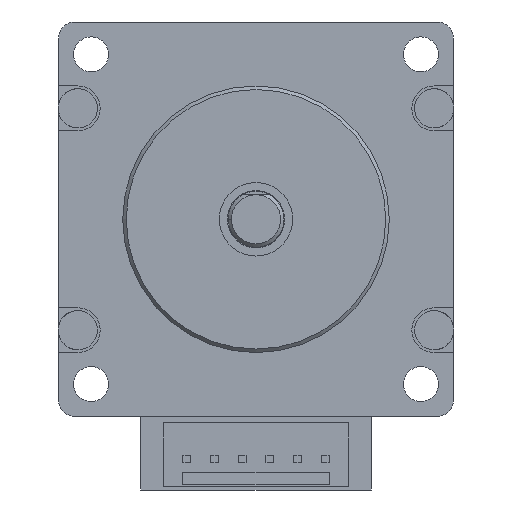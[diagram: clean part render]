
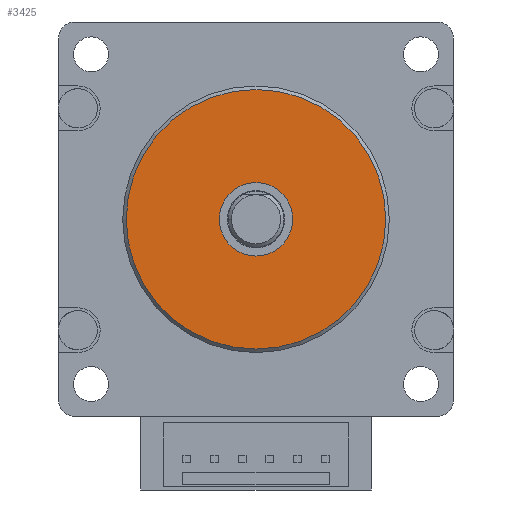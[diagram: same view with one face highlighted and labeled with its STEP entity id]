
A CAD part, left-side view. The second image highlights one B-rep face of the part: STEP entity #3425.
In plain terms, the highlighted planar face has unit normal (-1, 0, 0).
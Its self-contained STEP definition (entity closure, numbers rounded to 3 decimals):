
#49=FACE_BOUND('',#511,.T.);
#153=PLANE('',#3737);
#311=FACE_OUTER_BOUND('',#510,.T.);
#510=EDGE_LOOP('',(#2792));
#511=EDGE_LOOP('',(#2793,#2794));
#1294=CIRCLE('',#3724,5.25);
#1295=CIRCLE('',#3725,5.25);
#1300=CIRCLE('',#3733,18.55);
#1575=VERTEX_POINT('',#5491);
#1576=VERTEX_POINT('',#5492);
#1581=VERTEX_POINT('',#5508);
#1992=EDGE_CURVE('',#1575,#1576,#1294,.T.);
#1993=EDGE_CURVE('',#1576,#1575,#1295,.T.);
#2000=EDGE_CURVE('',#1581,#1581,#1300,.T.);
#2792=ORIENTED_EDGE('',*,*,#2000,.F.);
#2793=ORIENTED_EDGE('',*,*,#1992,.T.);
#2794=ORIENTED_EDGE('',*,*,#1993,.T.);
#3425=ADVANCED_FACE('',(#311,#49),#153,.T.);
#3724=AXIS2_PLACEMENT_3D('',#5493,#4519,#4520);
#3725=AXIS2_PLACEMENT_3D('',#5494,#4521,#4522);
#3733=AXIS2_PLACEMENT_3D('',#5509,#4539,#4540);
#3737=AXIS2_PLACEMENT_3D('',#5517,#4549,#4550);
#4519=DIRECTION('center_axis',(1.,0.,0.));
#4520=DIRECTION('ref_axis',(0.,-1.,0.));
#4521=DIRECTION('center_axis',(1.,0.,0.));
#4522=DIRECTION('ref_axis',(0.,-1.,0.));
#4539=DIRECTION('center_axis',(1.,0.,0.));
#4540=DIRECTION('ref_axis',(0.,1.,0.));
#4549=DIRECTION('center_axis',(-1.,0.,0.));
#4550=DIRECTION('ref_axis',(0.,-1.,0.));
#5491=CARTESIAN_POINT('',(-6.6,-5.25,0.));
#5492=CARTESIAN_POINT('',(-6.6,5.25,0.));
#5493=CARTESIAN_POINT('Origin',(-6.6,0.,0.));
#5494=CARTESIAN_POINT('Origin',(-6.6,0.,0.));
#5508=CARTESIAN_POINT('',(-6.6,-18.55,0.));
#5509=CARTESIAN_POINT('Origin',(-6.6,0.,0.));
#5517=CARTESIAN_POINT('Origin',(-6.6,0.,0.));
